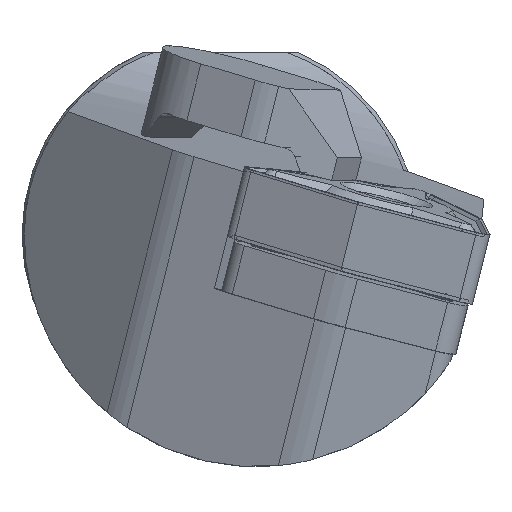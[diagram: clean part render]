
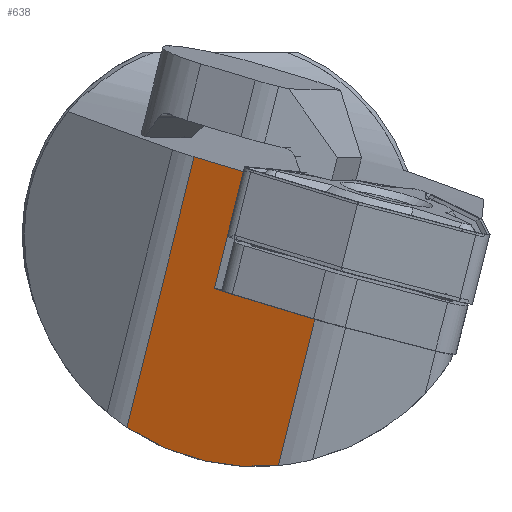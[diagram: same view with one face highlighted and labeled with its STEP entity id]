
A CAD part, left-side view. The second image highlights one B-rep face of the part: STEP entity #638.
In plain terms, the highlighted planar face has unit normal (-0.902, 0.431, 0.01).
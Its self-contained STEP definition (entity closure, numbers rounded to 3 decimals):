
#563=ELLIPSE('',#2701,16.181,14.6);
#598=B_SPLINE_CURVE_WITH_KNOTS('',3,(#3797,#3798,#3799,#3800),
 .UNSPECIFIED.,.F.,.F.,(4,4),(0.,1.),.UNSPECIFIED.);
#638=ADVANCED_FACE('',(#828),#747,.F.);
#747=PLANE('',#2735);
#828=FACE_OUTER_BOUND('',#941,.T.);
#941=EDGE_LOOP('',(#1549,#1550,#1551,#1552,#1553,#1554,#1555));
#1051=LINE('',#3528,#1236);
#1079=LINE('',#4047,#1264);
#1080=LINE('',#4049,#1265);
#1081=LINE('',#4050,#1266);
#1082=LINE('',#4051,#1267);
#1236=VECTOR('',#2908,1.);
#1264=VECTOR('',#3028,1.);
#1265=VECTOR('',#3031,1.);
#1266=VECTOR('',#3032,1.);
#1267=VECTOR('',#3033,1.);
#1549=ORIENTED_EDGE('',*,*,#2366,.T.);
#1550=ORIENTED_EDGE('',*,*,#2284,.T.);
#1551=ORIENTED_EDGE('',*,*,#2367,.T.);
#1552=ORIENTED_EDGE('',*,*,#2350,.T.);
#1553=ORIENTED_EDGE('',*,*,#2368,.T.);
#1554=ORIENTED_EDGE('',*,*,#2309,.T.);
#1555=ORIENTED_EDGE('',*,*,#2365,.F.);
#2067=VERTEX_POINT('',#3525);
#2068=VERTEX_POINT('',#3527);
#2091=VERTEX_POINT('',#3599);
#2092=VERTEX_POINT('',#3601);
#2120=VERTEX_POINT('',#3796);
#2121=VERTEX_POINT('',#3801);
#2128=VERTEX_POINT('',#4046);
#2284=EDGE_CURVE('',#2067,#2068,#1051,.T.);
#2309=EDGE_CURVE('',#2092,#2091,#563,.T.);
#2350=EDGE_CURVE('',#2121,#2120,#598,.T.);
#2365=EDGE_CURVE('',#2128,#2091,#1079,.T.);
#2366=EDGE_CURVE('',#2128,#2067,#1080,.T.);
#2367=EDGE_CURVE('',#2068,#2121,#1081,.T.);
#2368=EDGE_CURVE('',#2120,#2092,#1082,.T.);
#2701=AXIS2_PLACEMENT_3D('',#3600,#2946,#2947);
#2735=AXIS2_PLACEMENT_3D('',#4052,#3034,#3035);
#2908=DIRECTION('',(0.418,0.87,0.262));
#2946=DIRECTION('',(-0.902,0.431,0.01));
#2947=DIRECTION('',(-0.431,-0.902,-0.02));
#3028=DIRECTION('',(0.105,0.241,-0.965));
#3031=DIRECTION('',(0.418,0.87,0.262));
#3032=DIRECTION('',(-0.105,-0.241,0.965));
#3033=DIRECTION('',(0.105,0.241,-0.965));
#3034=DIRECTION('',(0.902,-0.431,-0.01));
#3035=DIRECTION('',(0.431,0.902,0.));
#3525=CARTESIAN_POINT('',(-168.41,22.594,-3.642));
#3527=CARTESIAN_POINT('',(-168.104,23.23,-3.451));
#3528=CARTESIAN_POINT('',(-166.611,26.336,-2.514));
#3599=CARTESIAN_POINT('',(-170.154,19.19,-14.6));
#3600=CARTESIAN_POINT('',(-169.322,20.605,-0.069));
#3601=CARTESIAN_POINT('',(-165.563,28.747,-12.188));
#3796=CARTESIAN_POINT('',(-167.409,24.498,4.858));
#3797=CARTESIAN_POINT('',(-168.903,21.392,3.922));
#3798=CARTESIAN_POINT('',(-168.405,22.427,4.234));
#3799=CARTESIAN_POINT('',(-167.907,23.462,4.546));
#3800=CARTESIAN_POINT('',(-167.409,24.498,4.858));
#3801=CARTESIAN_POINT('',(-168.903,21.392,3.922));
#4046=CARTESIAN_POINT('',(-171.154,16.887,-5.363));
#4047=CARTESIAN_POINT('',(-200.686,-51.087,267.265));
#4049=CARTESIAN_POINT('',(-166.611,26.336,-2.514));
#4050=CARTESIAN_POINT('',(-170.769,17.096,21.152));
#4051=CARTESIAN_POINT('',(-196.142,-41.638,270.113));
#4052=CARTESIAN_POINT('',(-196.142,-41.638,270.113));
